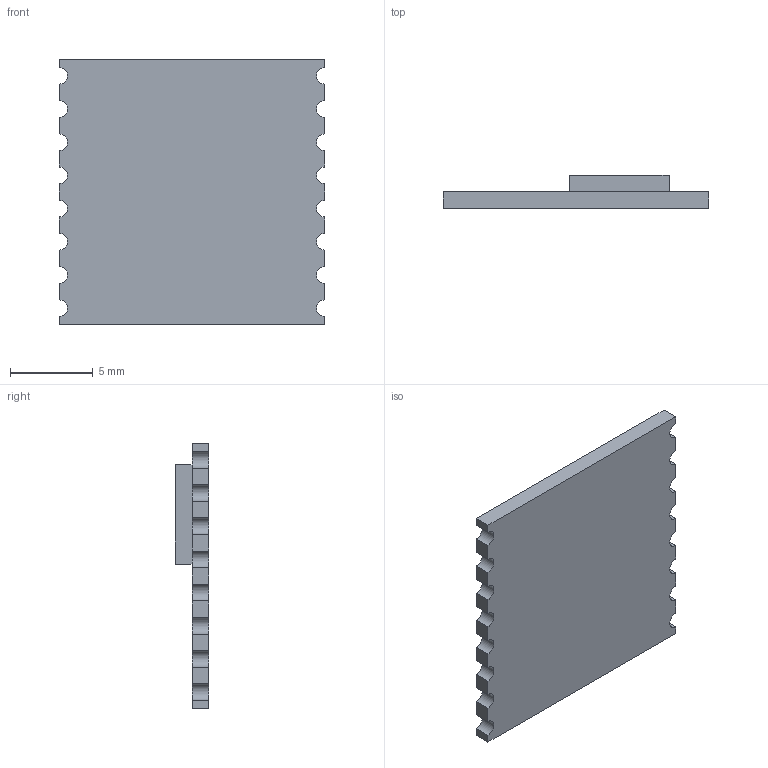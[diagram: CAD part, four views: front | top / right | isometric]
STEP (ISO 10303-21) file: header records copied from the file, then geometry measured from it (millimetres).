
FILE_DESCRIPTION (( 'STEP AP214' ), '1' );
FILE_NAME ('lora.STEP', '2019-05-04T11:49:19', ( '' ), ( '' ), 'SwSTEP 2.0', 'SolidWorks 2018', '' );
FILE_SCHEMA (( 'AUTOMOTIVE_DESIGN' ));
Length unit declared in the file: millimetre
Products named in the file (1): lora
Bounding box: 16 x 2 x 16 mm (x, y, z)
Volume: 285.6 mm3; surface area: 596.7 mm2
Topology: 1 solids, 1 shells, 107 faces, 312 edges, 208 vertices
Faces by surface type: plane 91, cylinder 16
Entity records: 4467 total; most frequent: CARTESIAN_POINT 628, ORIENTED_EDGE 624, DIRECTION 560, EDGE_CURVE 312, LINE 280, VECTOR 280, VERTEX_POINT 208, AXIS2_PLACEMENT_3D 140
